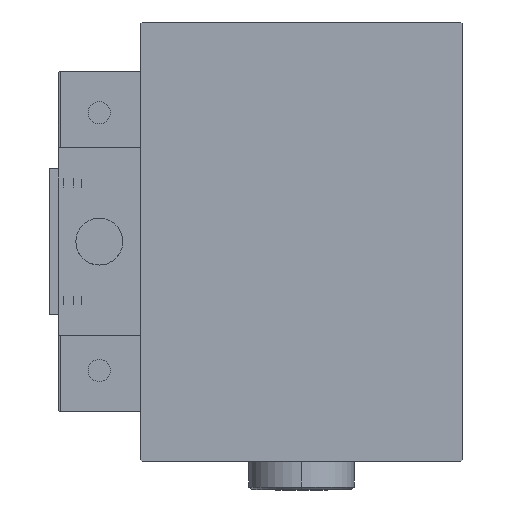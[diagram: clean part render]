
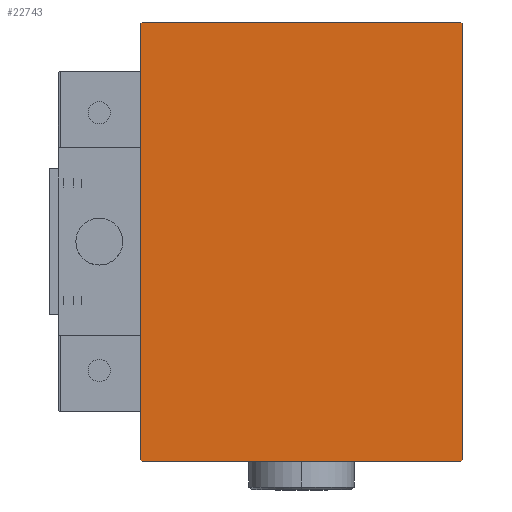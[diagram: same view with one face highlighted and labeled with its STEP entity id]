
A CAD part, left-side view. The second image highlights one B-rep face of the part: STEP entity #22743.
In plain terms, the highlighted face is planar.
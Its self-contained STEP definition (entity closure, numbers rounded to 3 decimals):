
#130 = CARTESIAN_POINT ( 'NONE',  ( 175., -32.35, 32.35 ) ) ;
#1867 = ORIENTED_EDGE ( 'NONE', *, *, #2583, .T. ) ;
#2553 = CARTESIAN_POINT ( 'NONE',  ( 175., 27.5, -37.2 ) ) ;
#2583 = EDGE_CURVE ( 'NONE', #31266, #2917, #49731, .T. ) ;
#2646 = CARTESIAN_POINT ( 'NONE',  ( 175., 0., 0. ) ) ;
#2917 = VERTEX_POINT ( 'NONE', #12829 ) ;
#3129 = DIRECTION ( 'NONE',  ( 0., -0.707, 0.707 ) ) ;
#3236 = VECTOR ( 'NONE', #42007, 1000. ) ;
#6891 = CARTESIAN_POINT ( 'NONE',  ( 175., 27.5, 37.5 ) ) ;
#7689 = DIRECTION ( 'NONE',  ( 0., -1., 0. ) ) ;
#8391 = VECTOR ( 'NONE', #19614, 1000. ) ;
#8610 = CARTESIAN_POINT ( 'NONE',  ( 175., -27.5, 37.5 ) ) ;
#12154 = VECTOR ( 'NONE', #36474, 1000. ) ;
#12691 = CARTESIAN_POINT ( 'NONE',  ( 175., -27.2, 37.5 ) ) ;
#12829 = CARTESIAN_POINT ( 'NONE',  ( 175., -27.5, -37.2 ) ) ;
#13439 = DIRECTION ( 'NONE',  ( 1., 0., 0. ) ) ;
#14244 = VERTEX_POINT ( 'NONE', #17805 ) ;
#14690 = ORIENTED_EDGE ( 'NONE', *, *, #18417, .T. ) ;
#14947 = FACE_OUTER_BOUND ( 'NONE', #25381, .T. ) ;
#15703 = CARTESIAN_POINT ( 'NONE',  ( 175., -32.35, -32.35 ) ) ;
#16809 = EDGE_CURVE ( 'NONE', #42737, #43655, #20172, .T. ) ;
#17805 = CARTESIAN_POINT ( 'NONE',  ( 175., 27.2, 37.5 ) ) ;
#18400 = CARTESIAN_POINT ( 'NONE',  ( 175., 27.5, 37.2 ) ) ;
#18417 = EDGE_CURVE ( 'NONE', #31174, #42737, #25746, .T. ) ;
#18967 = DIRECTION ( 'NONE',  ( 0., 0., -1. ) ) ;
#19451 = LINE ( 'NONE', #6891, #51278 ) ;
#19614 = DIRECTION ( 'NONE',  ( 0., 0., 1. ) ) ;
#19660 = EDGE_CURVE ( 'NONE', #43655, #34288, #35387, .T. ) ;
#20172 = LINE ( 'NONE', #32198, #12154 ) ;
#21618 = ORIENTED_EDGE ( 'NONE', *, *, #16809, .T. ) ;
#22743 = ADVANCED_FACE ( 'NONE', ( #14947 ), #42020, .T. ) ;
#22831 = VECTOR ( 'NONE', #44998, 1000. ) ;
#23750 = CARTESIAN_POINT ( 'NONE',  ( 175., -27.5, 37.2 ) ) ;
#25381 = EDGE_LOOP ( 'NONE', ( #14690, #21618, #36976, #40312, #35061, #45055, #1867, #34838 ) ) ;
#25746 = LINE ( 'NONE', #42255, #3236 ) ;
#26277 = VECTOR ( 'NONE', #41989, 1000. ) ;
#28003 = DIRECTION ( 'NONE',  ( 0., 0.707, -0.707 ) ) ;
#28018 = CARTESIAN_POINT ( 'NONE',  ( 175., 32.35, 32.35 ) ) ;
#30711 = CARTESIAN_POINT ( 'NONE',  ( 175., -27.2, -37.5 ) ) ;
#31174 = VERTEX_POINT ( 'NONE', #30711 ) ;
#31266 = VERTEX_POINT ( 'NONE', #23750 ) ;
#31644 = CARTESIAN_POINT ( 'NONE',  ( 175., 27.5, -37.5 ) ) ;
#32198 = CARTESIAN_POINT ( 'NONE',  ( 175., 32.35, -32.35 ) ) ;
#32203 = LINE ( 'NONE', #130, #22831 ) ;
#32378 = VECTOR ( 'NONE', #3129, 1000. ) ;
#33410 = EDGE_CURVE ( 'NONE', #2917, #31174, #47744, .T. ) ;
#34288 = VERTEX_POINT ( 'NONE', #18400 ) ;
#34399 = EDGE_CURVE ( 'NONE', #34288, #14244, #40540, .T. ) ;
#34838 = ORIENTED_EDGE ( 'NONE', *, *, #33410, .T. ) ;
#35061 = ORIENTED_EDGE ( 'NONE', *, *, #42583, .T. ) ;
#35387 = LINE ( 'NONE', #31644, #8391 ) ;
#36474 = DIRECTION ( 'NONE',  ( 0., 0.707, 0.707 ) ) ;
#36976 = ORIENTED_EDGE ( 'NONE', *, *, #19660, .T. ) ;
#38830 = AXIS2_PLACEMENT_3D ( 'NONE', #2646, #13439, #18967 ) ;
#39939 = VECTOR ( 'NONE', #28003, 1000. ) ;
#40312 = ORIENTED_EDGE ( 'NONE', *, *, #34399, .T. ) ;
#40540 = LINE ( 'NONE', #28018, #32378 ) ;
#41333 = CARTESIAN_POINT ( 'NONE',  ( 175., 27.2, -37.5 ) ) ;
#41989 = DIRECTION ( 'NONE',  ( 0., 0., -1. ) ) ;
#42007 = DIRECTION ( 'NONE',  ( 0., 1., 0. ) ) ;
#42020 = PLANE ( 'NONE',  #38830 ) ;
#42255 = CARTESIAN_POINT ( 'NONE',  ( 175., -27.5, -37.5 ) ) ;
#42583 = EDGE_CURVE ( 'NONE', #14244, #47126, #19451, .T. ) ;
#42737 = VERTEX_POINT ( 'NONE', #41333 ) ;
#43655 = VERTEX_POINT ( 'NONE', #2553 ) ;
#44998 = DIRECTION ( 'NONE',  ( 0., -0.707, -0.707 ) ) ;
#45055 = ORIENTED_EDGE ( 'NONE', *, *, #47170, .T. ) ;
#47126 = VERTEX_POINT ( 'NONE', #12691 ) ;
#47170 = EDGE_CURVE ( 'NONE', #47126, #31266, #32203, .T. ) ;
#47744 = LINE ( 'NONE', #15703, #39939 ) ;
#49731 = LINE ( 'NONE', #8610, #26277 ) ;
#51278 = VECTOR ( 'NONE', #7689, 1000. ) ;
